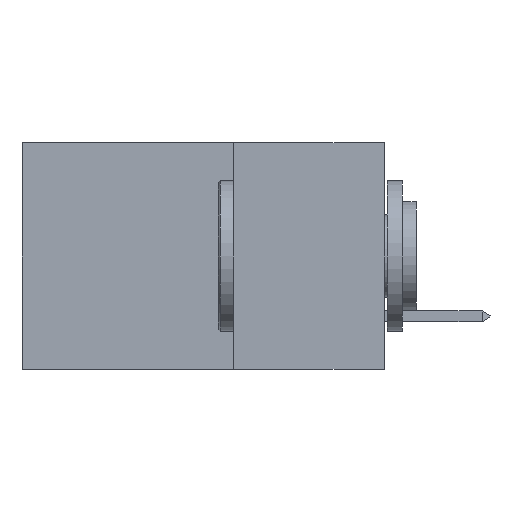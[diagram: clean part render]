
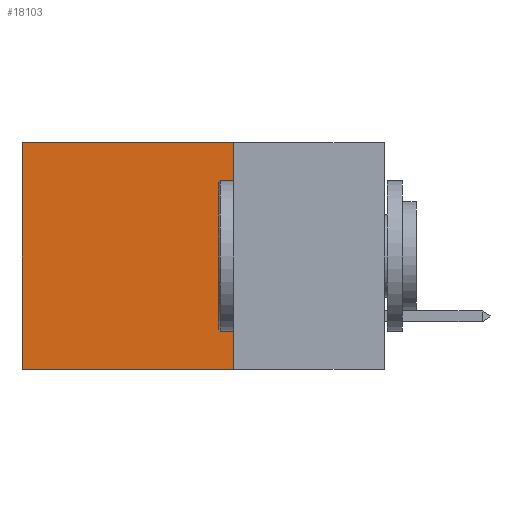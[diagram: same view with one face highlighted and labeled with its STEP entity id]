
A CAD part, left-side view. The second image highlights one B-rep face of the part: STEP entity #18103.
In plain terms, the highlighted planar face has unit normal (-1, 0, 0).
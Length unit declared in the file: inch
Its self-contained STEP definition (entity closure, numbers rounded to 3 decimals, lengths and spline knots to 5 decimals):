
#207 = DIRECTION ( 'NONE',  ( 0., 0., -1. ) ) ;
#534 = DIRECTION ( 'NONE',  ( 0., 1., 0. ) ) ;
#928 = LINE ( 'NONE', #14878, #18702 ) ;
#1959 = VERTEX_POINT ( 'NONE', #9429 ) ;
#2272 = LINE ( 'NONE', #20419, #19504 ) ;
#2597 = CARTESIAN_POINT ( 'NONE',  ( 0.2875, 0.25, -0.375 ) ) ;
#4900 = DIRECTION ( 'NONE',  ( 0., 1., 0. ) ) ;
#4966 = ORIENTED_EDGE ( 'NONE', *, *, #12631, .F. ) ;
#5611 = VERTEX_POINT ( 'NONE', #21249 ) ;
#5705 = ORIENTED_EDGE ( 'NONE', *, *, #20332, .T. ) ;
#7244 = VECTOR ( 'NONE', #12709, 39.37008 ) ;
#8571 = DIRECTION ( 'NONE',  ( 1., 0., 0. ) ) ;
#9429 = CARTESIAN_POINT ( 'NONE',  ( 0.2875, 0.25, -0.375 ) ) ;
#10496 = VERTEX_POINT ( 'NONE', #17462 ) ;
#11012 = ORIENTED_EDGE ( 'NONE', *, *, #11217, .F. ) ;
#11126 = EDGE_LOOP ( 'NONE', ( #5705, #4966, #11012, #18982 ) ) ;
#11217 = EDGE_CURVE ( 'NONE', #5611, #1959, #15111, .T. ) ;
#11799 = EDGE_CURVE ( 'NONE', #5611, #17321, #14290, .T. ) ;
#12014 = AXIS2_PLACEMENT_3D ( 'NONE', #18513, #8571, #207 ) ;
#12025 = DIRECTION ( 'NONE',  ( 0., 0., -1. ) ) ;
#12631 = EDGE_CURVE ( 'NONE', #1959, #10496, #928, .T. ) ;
#12709 = DIRECTION ( 'NONE',  ( 0., 0., -1. ) ) ;
#13663 = PLANE ( 'NONE',  #12014 ) ;
#14290 = LINE ( 'NONE', #20513, #19513 ) ;
#14799 = CARTESIAN_POINT ( 'NONE',  ( 0.2875, 0.6, 0. ) ) ;
#14878 = CARTESIAN_POINT ( 'NONE',  ( 0.2875, 0.25, -0.375 ) ) ;
#15111 = LINE ( 'NONE', #2597, #7244 ) ;
#17321 = VERTEX_POINT ( 'NONE', #14799 ) ;
#17462 = CARTESIAN_POINT ( 'NONE',  ( 0.2875, 0.6, -0.375 ) ) ;
#18103 = ADVANCED_FACE ( 'NONE', ( #20734 ), #13663, .F. ) ;
#18513 = CARTESIAN_POINT ( 'NONE',  ( 0.2875, 0.25, -0.375 ) ) ;
#18702 = VECTOR ( 'NONE', #4900, 39.37008 ) ;
#18982 = ORIENTED_EDGE ( 'NONE', *, *, #11799, .T. ) ;
#19504 = VECTOR ( 'NONE', #12025, 39.37008 ) ;
#19513 = VECTOR ( 'NONE', #534, 39.37008 ) ;
#20332 = EDGE_CURVE ( 'NONE', #17321, #10496, #2272, .T. ) ;
#20419 = CARTESIAN_POINT ( 'NONE',  ( 0.2875, 0.6, -0.375 ) ) ;
#20513 = CARTESIAN_POINT ( 'NONE',  ( 0.2875, 0.25, 0. ) ) ;
#20734 = FACE_OUTER_BOUND ( 'NONE', #11126, .T. ) ;
#21249 = CARTESIAN_POINT ( 'NONE',  ( 0.2875, 0.25, 0. ) ) ;
